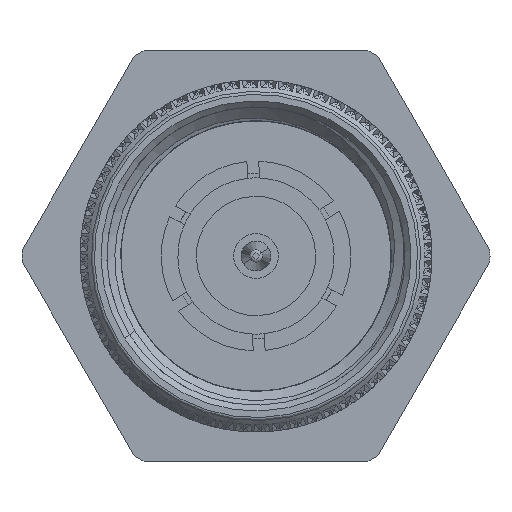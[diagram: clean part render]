
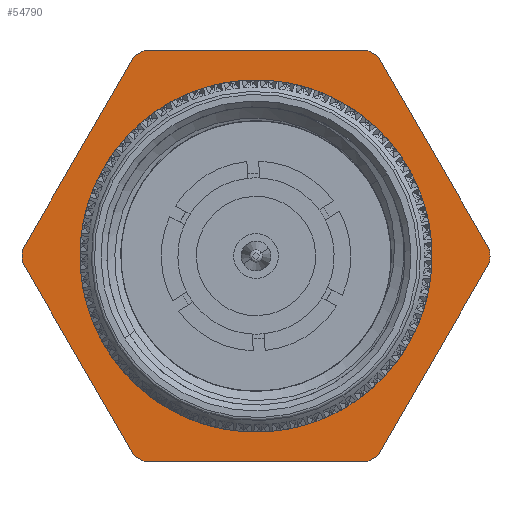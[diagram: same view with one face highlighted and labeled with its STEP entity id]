
A CAD part, left-side view. The second image highlights one B-rep face of the part: STEP entity #54790.
In plain terms, the highlighted face is planar.
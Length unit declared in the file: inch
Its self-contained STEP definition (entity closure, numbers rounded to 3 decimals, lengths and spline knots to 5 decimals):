
#985 = DIRECTION ( 'NONE',  ( -1., 0., 0. ) ) ;
#1157 = ORIENTED_EDGE ( 'NONE', *, *, #29717, .T. ) ;
#2102 = VERTEX_POINT ( 'NONE', #3303 ) ;
#2295 = ORIENTED_EDGE ( 'NONE', *, *, #74702, .F. ) ;
#3303 = CARTESIAN_POINT ( 'NONE',  ( 0.93213, -0.34449, -0.18776 ) ) ;
#5020 = CARTESIAN_POINT ( 'NONE',  ( 0.93213, -0.33485, 0.20446 ) ) ;
#5290 = CIRCLE ( 'NONE', #6473, 0.39233 ) ;
#5934 = EDGE_CURVE ( 'NONE', #51170, #18093, #76709, .T. ) ;
#6473 = AXIS2_PLACEMENT_3D ( 'NONE', #9367, #68304, #26326 ) ;
#7423 = ORIENTED_EDGE ( 'NONE', *, *, #96732, .F. ) ;
#7873 = ORIENTED_EDGE ( 'NONE', *, *, #5934, .F. ) ;
#9161 = VECTOR ( 'NONE', #99413, 39.37008 ) ;
#9367 = CARTESIAN_POINT ( 'NONE',  ( 0.93213, 0., 0. ) ) ;
#9464 = VERTEX_POINT ( 'NONE', #103288 ) ;
#10337 = VECTOR ( 'NONE', #90632, 39.37008 ) ;
#10393 = DIRECTION ( 'NONE',  ( 0., -0.866, 0.5 ) ) ;
#12477 = ORIENTED_EDGE ( 'NONE', *, *, #107758, .F. ) ;
#13214 = DIRECTION ( 'NONE',  ( 0., 0., 1. ) ) ;
#13663 = CIRCLE ( 'NONE', #17680, 0.39233 ) ;
#14636 = DIRECTION ( 'NONE',  ( 0., 0., 1. ) ) ;
#14984 = PLANE ( 'NONE',  #55143 ) ;
#17211 = CARTESIAN_POINT ( 'NONE',  ( 0.93213, 0., 0. ) ) ;
#17680 = AXIS2_PLACEMENT_3D ( 'NONE', #102072, #18654, #102805 ) ;
#18093 = VERTEX_POINT ( 'NONE', #108877 ) ;
#18233 = CARTESIAN_POINT ( 'NONE',  ( 0.93213, 0., 0.25033 ) ) ;
#18654 = DIRECTION ( 'NONE',  ( -1., 0., 0. ) ) ;
#18928 = AXIS2_PLACEMENT_3D ( 'NONE', #17211, #985, #45626 ) ;
#19587 = DIRECTION ( 'NONE',  ( -1., 0., 0. ) ) ;
#19904 = DIRECTION ( 'NONE',  ( -1., 0., 0. ) ) ;
#20090 = CARTESIAN_POINT ( 'NONE',  ( 0.93213, 0.34449, 0.18776 ) ) ;
#22307 = VERTEX_POINT ( 'NONE', #77068 ) ;
#23127 = FACE_BOUND ( 'NONE', #26358, .T. ) ;
#25036 = LINE ( 'NONE', #89812, #9161 ) ;
#26326 = DIRECTION ( 'NONE',  ( 0., 0., 1. ) ) ;
#26358 = EDGE_LOOP ( 'NONE', ( #1157, #58496 ) ) ;
#27936 = CARTESIAN_POINT ( 'NONE',  ( 0.93213, -0.00964, -0.39222 ) ) ;
#28243 = EDGE_CURVE ( 'NONE', #68314, #42452, #25036, .T. ) ;
#28266 = CARTESIAN_POINT ( 'NONE',  ( 0.93213, 0.33485, -0.20446 ) ) ;
#28305 = AXIS2_PLACEMENT_3D ( 'NONE', #97684, #47842, #13214 ) ;
#28588 = EDGE_LOOP ( 'NONE', ( #103038, #63773, #7873, #37861, #7423, #63114, #60047, #97641, #2295, #12477, #44597, #44795, #51637 ) ) ;
#29717 = EDGE_CURVE ( 'NONE', #60447, #79859, #100077, .T. ) ;
#29796 = DIRECTION ( 'NONE',  ( 0., 0., 1. ) ) ;
#32083 = VERTEX_POINT ( 'NONE', #27936 ) ;
#33058 = CIRCLE ( 'NONE', #36193, 0.25033 ) ;
#33451 = AXIS2_PLACEMENT_3D ( 'NONE', #71799, #46458, #29796 ) ;
#34363 = VECTOR ( 'NONE', #66669, 39.37008 ) ;
#35627 = EDGE_CURVE ( 'NONE', #79859, #60447, #33058, .T. ) ;
#36193 = AXIS2_PLACEMENT_3D ( 'NONE', #75361, #84161, #93430 ) ;
#36222 = EDGE_CURVE ( 'NONE', #68314, #108349, #85756, .T. ) ;
#37431 = CIRCLE ( 'NONE', #28305, 0.39233 ) ;
#37861 = ORIENTED_EDGE ( 'NONE', *, *, #66951, .T. ) ;
#39801 = DIRECTION ( 'NONE',  ( -1., 0., 0. ) ) ;
#40470 = CARTESIAN_POINT ( 'NONE',  ( 0.93213, -0.34449, -0.19889 ) ) ;
#40624 = VERTEX_POINT ( 'NONE', #5020 ) ;
#42066 = CIRCLE ( 'NONE', #85660, 0.39233 ) ;
#42311 = LINE ( 'NONE', #109127, #34363 ) ;
#42452 = VERTEX_POINT ( 'NONE', #20090 ) ;
#42698 = CARTESIAN_POINT ( 'NONE',  ( 0.93213, 0.34449, -0.18776 ) ) ;
#44597 = ORIENTED_EDGE ( 'NONE', *, *, #80374, .T. ) ;
#44795 = ORIENTED_EDGE ( 'NONE', *, *, #36222, .F. ) ;
#45626 = DIRECTION ( 'NONE',  ( 0., 0., 1. ) ) ;
#46458 = DIRECTION ( 'NONE',  ( -1., 0., 0. ) ) ;
#47842 = DIRECTION ( 'NONE',  ( -1., 0., 0. ) ) ;
#48266 = VERTEX_POINT ( 'NONE', #66701 ) ;
#49346 = CARTESIAN_POINT ( 'NONE',  ( 0.93213, -0.34449, 0.19889 ) ) ;
#49667 = EDGE_CURVE ( 'NONE', #9464, #2102, #42066, .T. ) ;
#49907 = LINE ( 'NONE', #49346, #10337 ) ;
#51170 = VERTEX_POINT ( 'NONE', #67226 ) ;
#51637 = ORIENTED_EDGE ( 'NONE', *, *, #28243, .T. ) ;
#52042 = CARTESIAN_POINT ( 'NONE',  ( 0.93213, 0., 0.39778 ) ) ;
#53802 = DIRECTION ( 'NONE',  ( 0., 0., 1. ) ) ;
#54790 = ADVANCED_FACE ( 'NONE', ( #23127, #108870 ), #14984, .F. ) ;
#55143 = AXIS2_PLACEMENT_3D ( 'NONE', #82082, #57020, #14636 ) ;
#57020 = DIRECTION ( 'NONE',  ( -1., 0., 0. ) ) ;
#57565 = VERTEX_POINT ( 'NONE', #80623 ) ;
#58071 = LINE ( 'NONE', #68604, #100360 ) ;
#58496 = ORIENTED_EDGE ( 'NONE', *, *, #35627, .T. ) ;
#60047 = ORIENTED_EDGE ( 'NONE', *, *, #49667, .F. ) ;
#60447 = VERTEX_POINT ( 'NONE', #18233 ) ;
#61970 = DIRECTION ( 'NONE',  ( 0., 0., 1. ) ) ;
#62865 = EDGE_CURVE ( 'NONE', #22307, #2102, #96453, .T. ) ;
#63114 = ORIENTED_EDGE ( 'NONE', *, *, #62865, .T. ) ;
#63773 = ORIENTED_EDGE ( 'NONE', *, *, #97730, .T. ) ;
#64894 = CARTESIAN_POINT ( 'NONE',  ( 0.93213, 0., -0.39233 ) ) ;
#65285 = AXIS2_PLACEMENT_3D ( 'NONE', #86703, #19587, #61970 ) ;
#66669 = DIRECTION ( 'NONE',  ( 0., 0.866, 0.5 ) ) ;
#66701 = CARTESIAN_POINT ( 'NONE',  ( 0.93213, 0.33485, 0.20446 ) ) ;
#66951 = EDGE_CURVE ( 'NONE', #51170, #40624, #49907, .T. ) ;
#67226 = CARTESIAN_POINT ( 'NONE',  ( 0.93213, -0.00964, 0.39222 ) ) ;
#68304 = DIRECTION ( 'NONE',  ( -1., 0., 0. ) ) ;
#68314 = VERTEX_POINT ( 'NONE', #42698 ) ;
#68531 = LINE ( 'NONE', #52042, #86972 ) ;
#68604 = CARTESIAN_POINT ( 'NONE',  ( 0.93213, 0., -0.39778 ) ) ;
#71799 = CARTESIAN_POINT ( 'NONE',  ( 0.93213, 0., 0. ) ) ;
#72259 = CARTESIAN_POINT ( 'NONE',  ( 0.93213, 0., -0.25033 ) ) ;
#74702 = EDGE_CURVE ( 'NONE', #105370, #32083, #13663, .T. ) ;
#75361 = CARTESIAN_POINT ( 'NONE',  ( 0.93213, 0., 0. ) ) ;
#76709 = CIRCLE ( 'NONE', #18928, 0.39233 ) ;
#77068 = CARTESIAN_POINT ( 'NONE',  ( 0.93213, -0.34449, 0.18776 ) ) ;
#77183 = AXIS2_PLACEMENT_3D ( 'NONE', #79976, #19904, #53802 ) ;
#79859 = VERTEX_POINT ( 'NONE', #72259 ) ;
#79976 = CARTESIAN_POINT ( 'NONE',  ( 0.93213, 0., 0. ) ) ;
#80374 = EDGE_CURVE ( 'NONE', #57565, #108349, #42311, .T. ) ;
#80623 = CARTESIAN_POINT ( 'NONE',  ( 0.93213, 0.00964, -0.39222 ) ) ;
#82082 = CARTESIAN_POINT ( 'NONE',  ( 0.93213, 0.3396, 0. ) ) ;
#84161 = DIRECTION ( 'NONE',  ( -1., 0., 0. ) ) ;
#85660 = AXIS2_PLACEMENT_3D ( 'NONE', #99564, #39801, #108057 ) ;
#85756 = CIRCLE ( 'NONE', #33451, 0.39233 ) ;
#86150 = CIRCLE ( 'NONE', #77183, 0.39233 ) ;
#86703 = CARTESIAN_POINT ( 'NONE',  ( 0.93213, 0., 0. ) ) ;
#86972 = VECTOR ( 'NONE', #10393, 39.37008 ) ;
#88937 = EDGE_CURVE ( 'NONE', #48266, #42452, #37431, .T. ) ;
#89812 = CARTESIAN_POINT ( 'NONE',  ( 0.93213, 0.34449, 0.19889 ) ) ;
#90632 = DIRECTION ( 'NONE',  ( 0., -0.866, -0.5 ) ) ;
#93430 = DIRECTION ( 'NONE',  ( 0., 0., 1. ) ) ;
#96453 = LINE ( 'NONE', #40470, #106998 ) ;
#96732 = EDGE_CURVE ( 'NONE', #22307, #40624, #5290, .T. ) ;
#96942 = EDGE_CURVE ( 'NONE', #9464, #32083, #58071, .T. ) ;
#97641 = ORIENTED_EDGE ( 'NONE', *, *, #96942, .T. ) ;
#97684 = CARTESIAN_POINT ( 'NONE',  ( 0.93213, 0., 0. ) ) ;
#97730 = EDGE_CURVE ( 'NONE', #48266, #18093, #68531, .T. ) ;
#99413 = DIRECTION ( 'NONE',  ( 0., 0., 1. ) ) ;
#99564 = CARTESIAN_POINT ( 'NONE',  ( 0.93213, 0., 0. ) ) ;
#100077 = CIRCLE ( 'NONE', #65285, 0.25033 ) ;
#100360 = VECTOR ( 'NONE', #102989, 39.37008 ) ;
#102072 = CARTESIAN_POINT ( 'NONE',  ( 0.93213, 0., 0. ) ) ;
#102805 = DIRECTION ( 'NONE',  ( 0., 0., 1. ) ) ;
#102989 = DIRECTION ( 'NONE',  ( 0., 0.866, -0.5 ) ) ;
#103038 = ORIENTED_EDGE ( 'NONE', *, *, #88937, .F. ) ;
#103288 = CARTESIAN_POINT ( 'NONE',  ( 0.93213, -0.33485, -0.20446 ) ) ;
#105370 = VERTEX_POINT ( 'NONE', #64894 ) ;
#106998 = VECTOR ( 'NONE', #108389, 39.37008 ) ;
#107758 = EDGE_CURVE ( 'NONE', #57565, #105370, #86150, .T. ) ;
#108057 = DIRECTION ( 'NONE',  ( 0., 0., 1. ) ) ;
#108349 = VERTEX_POINT ( 'NONE', #28266 ) ;
#108389 = DIRECTION ( 'NONE',  ( 0., 0., -1. ) ) ;
#108870 = FACE_OUTER_BOUND ( 'NONE', #28588, .T. ) ;
#108877 = CARTESIAN_POINT ( 'NONE',  ( 0.93213, 0.00964, 0.39222 ) ) ;
#109127 = CARTESIAN_POINT ( 'NONE',  ( 0.93213, 0.34449, -0.19889 ) ) ;
